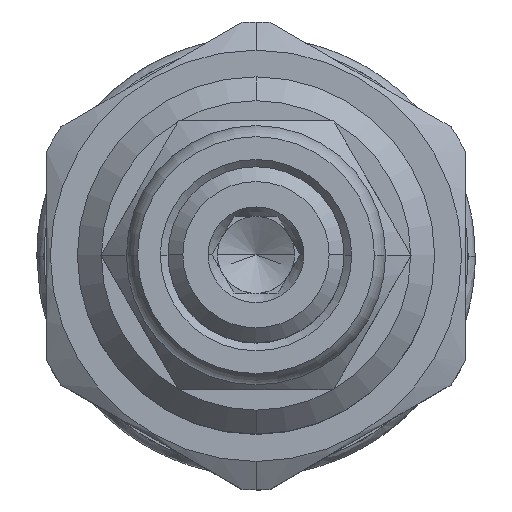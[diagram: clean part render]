
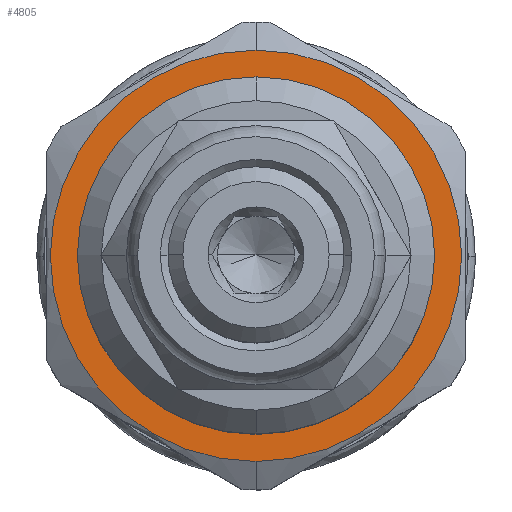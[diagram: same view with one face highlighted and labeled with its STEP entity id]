
A CAD part, top view. The second image highlights one B-rep face of the part: STEP entity #4805.
In plain terms, the highlighted planar face has unit normal (0, 0, 1).
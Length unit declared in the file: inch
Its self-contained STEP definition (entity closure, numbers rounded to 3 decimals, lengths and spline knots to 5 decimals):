
#1008=CARTESIAN_POINT('',(0.,0.,3.157));
#1009=DIRECTION('',(0.,0.,1.));
#1010=DIRECTION('',(0.,-1.,0.));
#1011=AXIS2_PLACEMENT_3D('',#1008,#1009,#1010);
#1013=CARTESIAN_POINT('',(0.,0.,3.157));
#1014=DIRECTION('',(0.,0.,-1.));
#1015=DIRECTION('',(0.,-1.,0.));
#1016=AXIS2_PLACEMENT_3D('',#1013,#1014,#1015);
#1022=CARTESIAN_POINT('',(0.,0.,3.157));
#1023=DIRECTION('',(0.,0.,-1.));
#1024=DIRECTION('',(0.,-1.,0.));
#1025=AXIS2_PLACEMENT_3D('',#1022,#1023,#1024);
#1233=CARTESIAN_POINT('',(0.,0.,3.157));
#1234=DIRECTION('',(0.,0.,1.));
#1235=DIRECTION('',(0.,-1.,0.));
#1236=AXIS2_PLACEMENT_3D('',#1233,#1234,#1235);
#3117=CARTESIAN_POINT('',(0.,-0.43,3.157));
#3119=VERTEX_POINT('',#3117);
#3121=CARTESIAN_POINT('',(0.,0.43,3.157));
#3123=VERTEX_POINT('',#3121);
#3125=CARTESIAN_POINT('',(0.,-0.3735,3.157));
#3126=CARTESIAN_POINT('',(0.,0.3735,3.157));
#3127=VERTEX_POINT('',#3125);
#3128=VERTEX_POINT('',#3126);
#4790=CARTESIAN_POINT('',(0.,0.,3.157));
#4791=DIRECTION('',(0.,0.,1.));
#4792=DIRECTION('',(0.,-1.,0.));
#4793=AXIS2_PLACEMENT_3D('',#4790,#4791,#4792);
#4794=PLANE('',#4793);
#4796=ORIENTED_EDGE('',*,*,#4795,.T.);
#4798=ORIENTED_EDGE('',*,*,#4797,.F.);
#4799=EDGE_LOOP('',(#4796,#4798));
#4800=FACE_OUTER_BOUND('',#4799,.F.);
#4801=ORIENTED_EDGE('',*,*,#4755,.T.);
#4802=ORIENTED_EDGE('',*,*,#4783,.F.);
#4803=EDGE_LOOP('',(#4801,#4802));
#4804=FACE_BOUND('',#4803,.F.);
#4805=ADVANCED_FACE('',(#4800,#4804),#4794,.T.);
#1012=CIRCLE('',#1011,0.3735);
#1017=CIRCLE('',#1016,0.3735);
#1026=CIRCLE('',#1025,0.43);
#1237=CIRCLE('',#1236,0.43);
#4755=EDGE_CURVE('',#3127,#3128,#1012,.T.);
#4783=EDGE_CURVE('',#3127,#3128,#1017,.T.);
#4795=EDGE_CURVE('',#3119,#3123,#1026,.T.);
#4797=EDGE_CURVE('',#3119,#3123,#1237,.T.);
